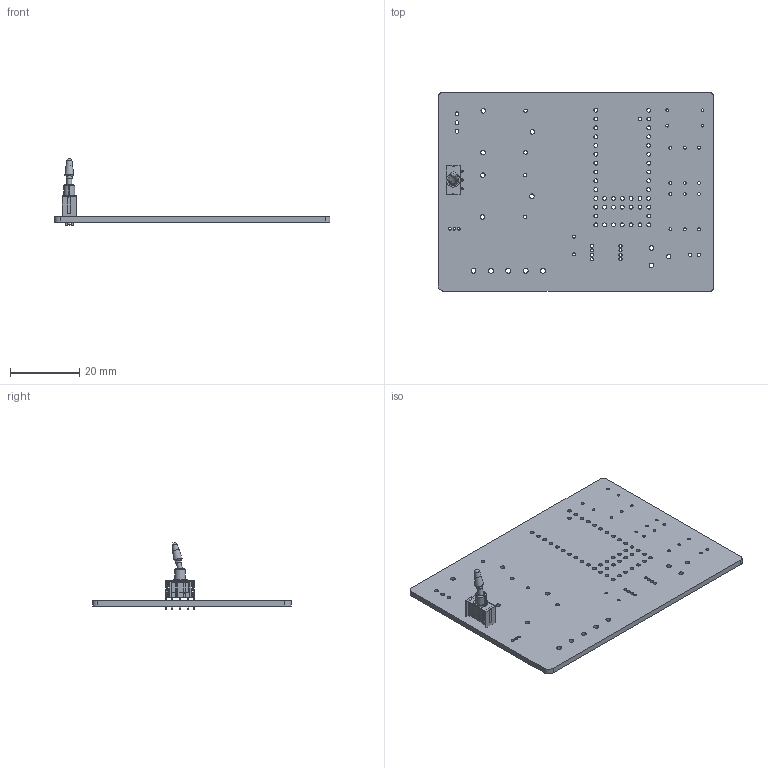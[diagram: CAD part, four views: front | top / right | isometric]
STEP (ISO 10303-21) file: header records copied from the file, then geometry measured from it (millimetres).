
FILE_DESCRIPTION(('KiCad electronic assembly'),'2;1');
FILE_NAME('Hyperwiper 2020 production prototype.step', '2020-10-17T17:41:38',('Pcbnew'),('Kicad'), 'Open CASCADE STEP processor 6.9','KiCad to STEP converter','Unknown' );
FILE_SCHEMA(('AUTOMOTIVE_DESIGN { 1 0 10303 214 1 1 1 1 }'));
Length unit declared in the file: millimetre
Products named in the file (7): Open CASCADE STEP translator 6.9 1; Songle_SRD_12Volt_black; export_test_with_text_shape_and_lines_and_audio_header; Teensy_4; M2012SA2W13-BA; COMPOUND
Assembly tree (7 placements, depth 3):
  Open CASCADE STEP translator 6.9 1
    Songle_SRD_12Volt_black  x2
    export_test_with_text_shape_and_lines_and_audio_header
    Teensy_4
    M2012SA2W13-BA
      COMPOUND
    COMPOUND
Bounding box: 79.5 x 57.28 x 19.38 mm (x, y, z)
Volume: 7326.4 mm3; surface area: 10562.8 mm2
Topology: 7 solids, 7 shells, 304 faces, 844 edges, 560 vertices
Faces by surface type: bspline 192, cylinder 106, plane 6
Full cylindrical faces by diameter (mm): 0.6 x6, 0.75 x3, 0.8 x18, 0.9 x10, 1 x4, 1.1 x47, 1.3 x9, 1.4 x5
Entity records: 20547 total; most frequent: CARTESIAN_POINT 6622, ORIENTED_EDGE 1682, PCURVE 1682, DEFINITIONAL_REPRESENTATION 1682, DIRECTION 1442, B_SPLINE_CURVE_WITH_KNOTS 1364, EDGE_CURVE 841, SURFACE_CURVE 729
